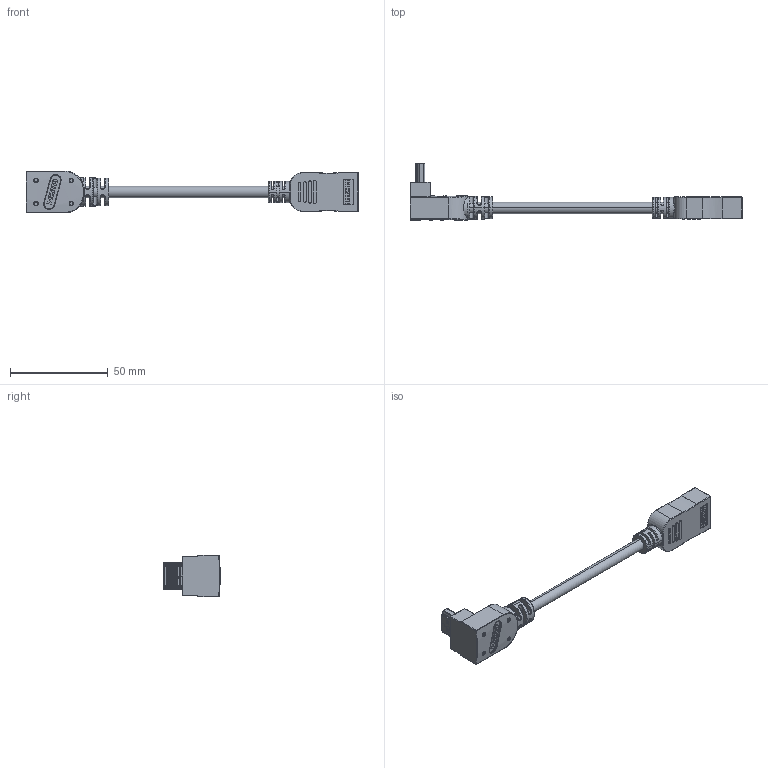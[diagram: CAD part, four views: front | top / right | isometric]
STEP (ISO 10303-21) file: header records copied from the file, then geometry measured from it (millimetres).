
FILE_DESCRIPTION (( 'STEP AP214' ), '1' );
FILE_NAME ('HDRAMF.STEP', '2019-07-15T17:33:53', ( '' ), ( '' ), 'SwSTEP 2.0', 'SolidWorks 2018', '' );
FILE_SCHEMA (( 'AUTOMOTIVE_DESIGN' ));
Length unit declared in the file: millimetre
Products named in the file (9): 1AH05-007-HOUSING___; HDRAMF-MA2_ LOGO; HDAMFLOC-MA4; 1AH05-007-SHELL___; HDAMFLOC-MA1; HDAMFLOC-MA1_WITH HDMI LOGO; 1AH05-013(HDMI TYPE A MALE SHORT )___; VHC00021-MA2___; HDRAMF
Assembly tree (8 placements, depth 3):
  HDRAMF
    HDAMFLOC-MA4
    HDAMFLOC-MA1
      HDAMFLOC-MA1_WITH HDMI LOGO
      VHC00021-MA2___
    HDRAMF-MA2_ LOGO
    1AH05-013(HDMI TYPE A MALE SHORT )___
      1AH05-007-SHELL___
      1AH05-007-HOUSING___
Bounding box: 169.42 x 28.76 x 21.34 mm (x, y, z)
Volume: 19640.6 mm3; surface area: 13989.8 mm2
Topology: 27 solids, 27 shells, 3215 faces, 8514 edges, 5565 vertices
Faces by surface type: plane 2495, cylinder 476, bspline 177, torus 47, sphere 20
Entity records: 118753 total; most frequent: CARTESIAN_POINT 30518, ORIENTED_EDGE 17012, DIRECTION 15137, EDGE_CURVE 8506, VECTOR 6981, LINE 6981, VERTEX_POINT 5565, AXIS2_PLACEMENT_3D 4078
